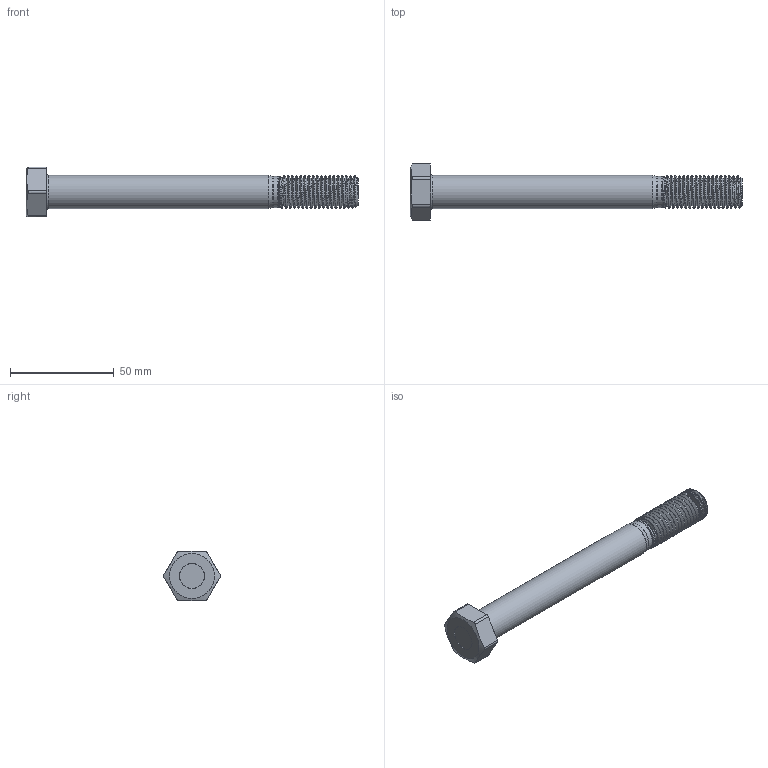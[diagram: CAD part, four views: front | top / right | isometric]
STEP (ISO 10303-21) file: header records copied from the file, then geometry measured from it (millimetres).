
FILE_DESCRIPTION(/* description */ ('STEP AP203'),/* implementation_level */ '2;1');
FILE_NAME(/* name */ 'Wheel Bolt v1.step',/* time_stamp */ '2025-04-28T12:03:27-04:00',/* author */ (''),/* organization */ (''),/* preprocessor_version */ 'ST-DEVELOPER v20.1',/* originating_system */ 'Autodesk Translation Framework v14.4.0.0',/* authorisation */ '');
FILE_SCHEMA (('AUTOMOTIVE_DESIGN { 1 0 10303 214 3 1 1 }'));
Length unit declared in the file: millimetre
Products named in the file (1): 90447A114_High-Strength Class 10.9 Steel Hex Head Screw
Bounding box: 160 x 27.34 x 24 mm (x, y, z)
Volume: 33773.8 mm3; surface area: 10358.2 mm2
Topology: 1 solids, 1 shells, 80 faces, 214 edges, 138 vertices
Faces by surface type: cylinder 47, plane 17, cone 8, torus 6, bspline 2
Full cylindrical faces by diameter (mm): 12 x1, 13.402 x19, 15 x1, 16 x17
Entity records: 6085 total; most frequent: CARTESIAN_POINT 4269, ORIENTED_EDGE 428, DIRECTION 316, EDGE_CURVE 214, VERTEX_POINT 138, AXIS2_PLACEMENT_3D 123, EDGE_LOOP 82, FACE_OUTER_BOUND 80
